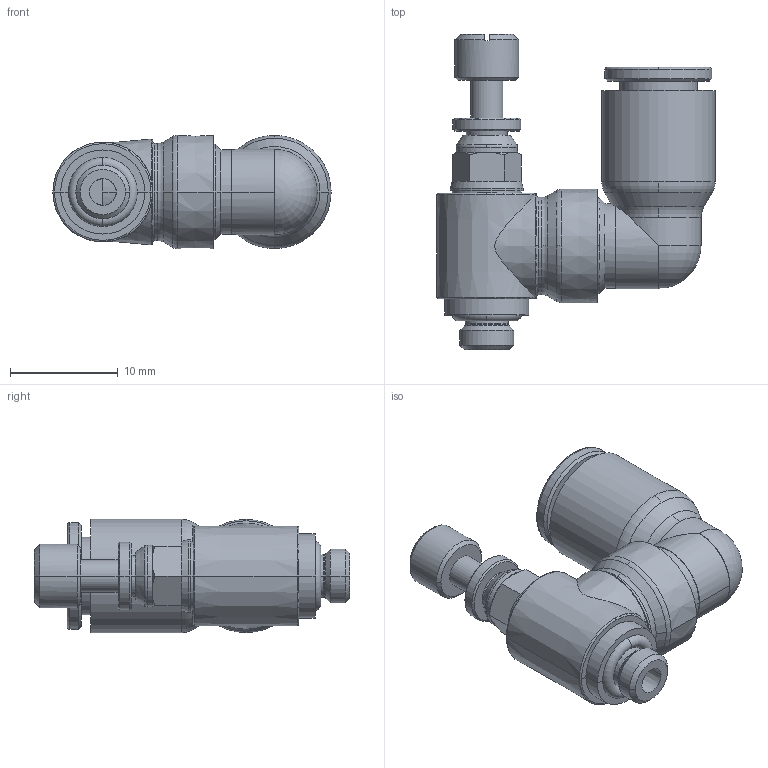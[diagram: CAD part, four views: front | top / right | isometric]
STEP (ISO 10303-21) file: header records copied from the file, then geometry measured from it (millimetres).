
FILE_DESCRIPTION(('STEP AP214'),'1');
FILE_NAME('7640_06_19.stp','2016-07-07T14:34:50',('TraceParts'),('TraceParts S.A.'),'Spatial InterOp 3D',' ',' ');
FILE_SCHEMA(('automotive_design'));
Length unit declared in the file: millimetre
Products named in the file (1): 1
Bounding box: 25.79 x 29.2 x 10.5 mm (x, y, z)
Volume: 2974 mm3; surface area: 1966.8 mm2
Topology: 1 solids, 1 shells, 152 faces, 372 edges, 235 vertices
Faces by surface type: cone 60, cylinder 32, plane 29, torus 27, revolution 4
Entity records: 4886 total; most frequent: CARTESIAN_POINT 1179, DIRECTION 862, ORIENTED_EDGE 740, AXIS2_PLACEMENT_3D 377, EDGE_CURVE 370, VERTEX_POINT 235, CIRCLE 228, EDGE_LOOP 167
